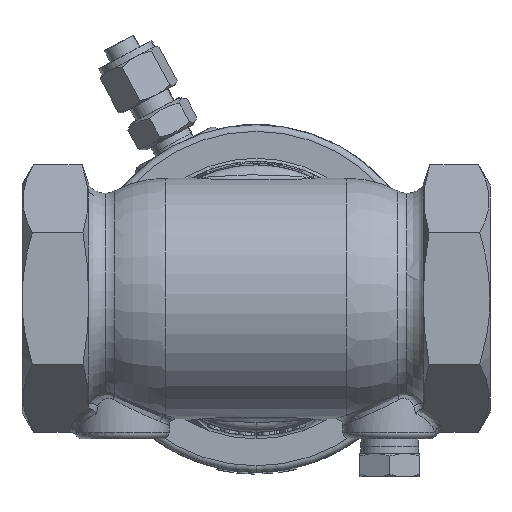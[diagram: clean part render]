
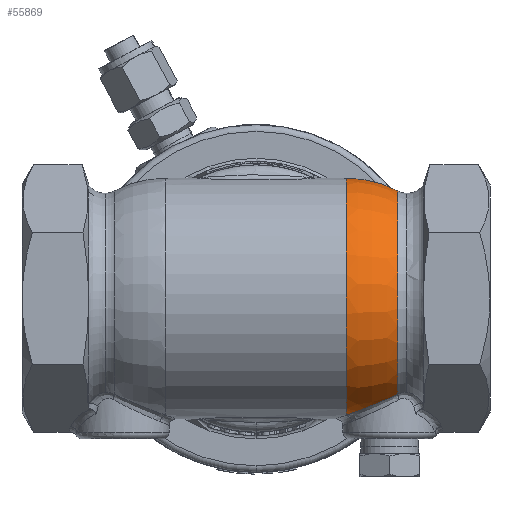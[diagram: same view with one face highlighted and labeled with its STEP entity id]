
A CAD part, front view. The second image highlights one B-rep face of the part: STEP entity #55869.
In plain terms, the highlighted toroidal (fillet/blend) face has major radius 2.381 mm and minor radius 26.194 mm.
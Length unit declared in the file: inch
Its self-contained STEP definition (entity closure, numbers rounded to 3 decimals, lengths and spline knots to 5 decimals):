
#45 = CARTESIAN_POINT ( 'NONE',  ( 0.90564, -0.34705, -1.06846 ) ) ;
#235 = CARTESIAN_POINT ( 'NONE',  ( 1.28055, -0.47264, -0.91426 ) ) ;
#1084 = DIRECTION ( 'NONE',  ( -1., 0., 0. ) ) ;
#1721 = AXIS2_PLACEMENT_3D ( 'NONE', #27058, #1084, #31542 ) ;
#2995 = CARTESIAN_POINT ( 'NONE',  ( 1.32382, -0.46356, -0.89333 ) ) ;
#4385 = CARTESIAN_POINT ( 'NONE',  ( 0.95056, -0.38358, -1.05176 ) ) ;
#6852 = DIRECTION ( 'NONE',  ( -1., 0., 0. ) ) ;
#8787 = CARTESIAN_POINT ( 'NONE',  ( 0.97938, -0.40297, -1.04083 ) ) ;
#8945 = DIRECTION ( 'NONE',  ( 0., 0., 1. ) ) ;
#8958 = DIRECTION ( 'NONE',  ( -1., 0., 0. ) ) ;
#8999 = CARTESIAN_POINT ( 'NONE',  ( 0.84375, 0., 0. ) ) ;
#9877 = EDGE_CURVE ( 'NONE', #18505, #49029, #17665, .T. ) ;
#10880 = ORIENTED_EDGE ( 'NONE', *, *, #34332, .F. ) ;
#10937 = ORIENTED_EDGE ( 'NONE', *, *, #32008, .T. ) ;
#11612 = CARTESIAN_POINT ( 'NONE',  ( 0.84375, -0.27544, -1.09076 ) ) ;
#12844 = CARTESIAN_POINT ( 'NONE',  ( 1.32382, 0., 1.00644 ) ) ;
#13002 = CARTESIAN_POINT ( 'NONE',  ( 0.84375, -0.27544, -1.09076 ) ) ;
#13183 = CARTESIAN_POINT ( 'NONE',  ( 1.01966, -0.42579, -1.02527 ) ) ;
#17485 = CARTESIAN_POINT ( 'NONE',  ( 1.08253, -0.45124, -1.00018 ) ) ;
#17665 = CIRCLE ( 'NONE', #1721, 1.00644 ) ;
#18505 = VERTEX_POINT ( 'NONE', #2995 ) ;
#21897 = CARTESIAN_POINT ( 'NONE',  ( 1.14791, -0.46734, -0.97301 ) ) ;
#22820 = ORIENTED_EDGE ( 'NONE', *, *, #57237, .T. ) ;
#24150 = CARTESIAN_POINT ( 'NONE',  ( 0.84375, 0., 1.125 ) ) ;
#26008 = CARTESIAN_POINT ( 'NONE',  ( 0.87301, -0.31336, -1.08033 ) ) ;
#26183 = AXIS2_PLACEMENT_3D ( 'NONE', #28313, #6852, #37508 ) ;
#26193 = CARTESIAN_POINT ( 'NONE',  ( 1.23674, -0.47557, -0.93434 ) ) ;
#27058 = CARTESIAN_POINT ( 'NONE',  ( 1.32382, 0., 0. ) ) ;
#27517 = CARTESIAN_POINT ( 'NONE',  ( 0.84375, 0., 0.09375 ) ) ;
#28313 = CARTESIAN_POINT ( 'NONE',  ( 0.84375, 0., 0. ) ) ;
#30360 = EDGE_LOOP ( 'NONE', ( #33390, #10937, #10880, #22820 ) ) ;
#30457 = CARTESIAN_POINT ( 'NONE',  ( 0.92301, -0.36248, -1.06207 ) ) ;
#30647 = CARTESIAN_POINT ( 'NONE',  ( 1.32382, -0.46356, -0.89333 ) ) ;
#31542 = DIRECTION ( 'NONE',  ( 0., 0., 1. ) ) ;
#32008 = EDGE_CURVE ( 'NONE', #49029, #55387, #40982, .T. ) ;
#32536 = CIRCLE ( 'NONE', #38354, 1.125 ) ;
#33390 = ORIENTED_EDGE ( 'NONE', *, *, #9877, .T. ) ;
#34332 = EDGE_CURVE ( 'NONE', #51759, #55387, #32536, .T. ) ;
#35016 = CARTESIAN_POINT ( 'NONE',  ( 0.96, -0.39027, -1.0482 ) ) ;
#35234 = B_SPLINE_CURVE_WITH_KNOTS ( 'NONE', 3,
 ( #13002, #52832, #26008, #45, #30457, #4385, #35016, #8787, #39507, #13183, #43996, #17485, #48489, #21897, #53019, #26193, #235, #30647 ),
 .UNSPECIFIED., .F., .F.,
 ( 4, 2, 2, 2, 2, 2, 2, 2, 4 ),
 ( 0., 0.00187, 0.00373, 0.00467, 0.0056, 0.00747, 0.00933, 0.0112, 0.01493 ),
 .UNSPECIFIED. ) ;
#37508 = DIRECTION ( 'NONE',  ( 0., 0., 1. ) ) ;
#38305 = TOROIDAL_SURFACE ( 'NONE', #26183, 0.09375, 1.03125 ) ;
#38354 = AXIS2_PLACEMENT_3D ( 'NONE', #8999, #8958, #8945 ) ;
#38420 = AXIS2_PLACEMENT_3D ( 'NONE', #27517, #56965, #49734 ) ;
#38453 = FACE_OUTER_BOUND ( 'NONE', #30360, .T. ) ;
#39507 = CARTESIAN_POINT ( 'NONE',  ( 0.98936, -0.40899, -1.037 ) ) ;
#40982 = CIRCLE ( 'NONE', #38420, 1.03125 ) ;
#43996 = CARTESIAN_POINT ( 'NONE',  ( 1.04033, -0.43531, -1.01713 ) ) ;
#48489 = CARTESIAN_POINT ( 'NONE',  ( 1.10405, -0.45764, -0.99137 ) ) ;
#49029 = VERTEX_POINT ( 'NONE', #12844 ) ;
#49734 = DIRECTION ( 'NONE',  ( 0., 0., -1. ) ) ;
#51759 = VERTEX_POINT ( 'NONE', #11612 ) ;
#52832 = CARTESIAN_POINT ( 'NONE',  ( 0.85767, -0.295, -1.08582 ) ) ;
#53019 = CARTESIAN_POINT ( 'NONE',  ( 1.17033, -0.47062, -0.96342 ) ) ;
#55387 = VERTEX_POINT ( 'NONE', #24150 ) ;
#55869 = ADVANCED_FACE ( 'NONE', ( #38453 ), #38305, .T. ) ;
#56965 = DIRECTION ( 'NONE',  ( 0., -1., 0. ) ) ;
#57237 = EDGE_CURVE ( 'NONE', #51759, #18505, #35234, .T. ) ;
